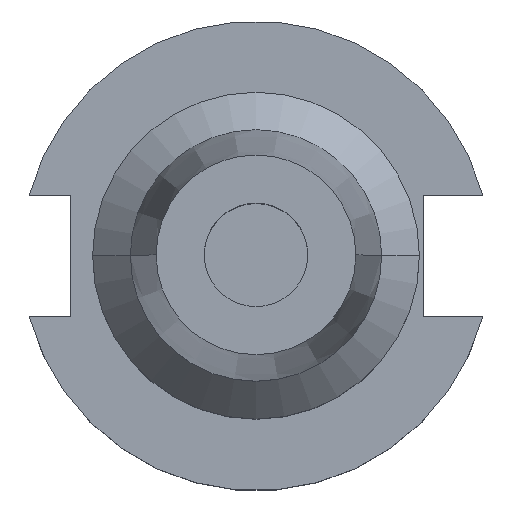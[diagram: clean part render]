
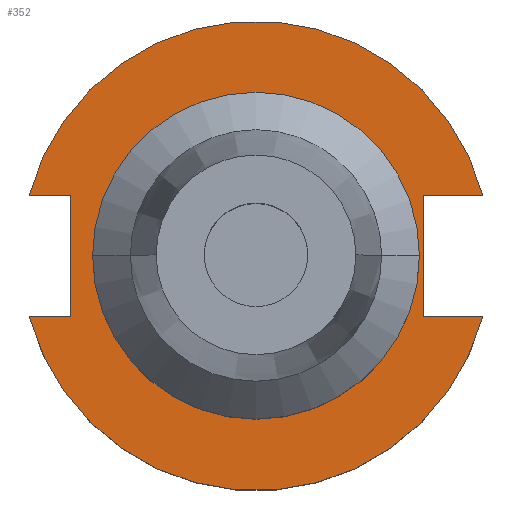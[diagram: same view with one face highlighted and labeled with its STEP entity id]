
A CAD part, top view. The second image highlights one B-rep face of the part: STEP entity #352.
In plain terms, the highlighted planar face has unit normal (0, 0, 1).
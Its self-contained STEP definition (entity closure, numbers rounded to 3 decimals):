
#26 = DIRECTION ( 'NONE',  ( 1., 0., 0. ) ) ;
#42 = CARTESIAN_POINT ( 'NONE',  ( -30.675, -8.191, 19.05 ) ) ;
#53 = ORIENTED_EDGE ( 'NONE', *, *, #604, .T. ) ;
#63 = DIRECTION ( 'NONE',  ( 0., 0., 1. ) ) ;
#69 = CARTESIAN_POINT ( 'NONE',  ( 0., 0., 19.05 ) ) ;
#71 = AXIS2_PLACEMENT_3D ( 'NONE', #988, #1065, #941 ) ;
#94 = CARTESIAN_POINT ( 'NONE',  ( 22.606, 8.191, 19.05 ) ) ;
#95 = AXIS2_PLACEMENT_3D ( 'NONE', #1136, #1126, #1118 ) ;
#119 = DIRECTION ( 'NONE',  ( 1., 0., 0. ) ) ;
#122 = VERTEX_POINT ( 'NONE', #287 ) ;
#160 = CIRCLE ( 'NONE', #203, 22.1 ) ;
#163 = DIRECTION ( 'NONE',  ( 1., 0., 0. ) ) ;
#180 = DIRECTION ( 'NONE',  ( 0., 0., 1. ) ) ;
#186 = CARTESIAN_POINT ( 'NONE',  ( 0., 0., 19.05 ) ) ;
#203 = AXIS2_PLACEMENT_3D ( 'NONE', #1299, #1222, #119 ) ;
#208 = CIRCLE ( 'NONE', #673, 31.75 ) ;
#247 = VECTOR ( 'NONE', #594, 1000. ) ;
#265 = VERTEX_POINT ( 'NONE', #1608 ) ;
#279 = CARTESIAN_POINT ( 'NONE',  ( 22.606, 22.1, 19.05 ) ) ;
#287 = CARTESIAN_POINT ( 'NONE',  ( -25.091, 8.191, 19.05 ) ) ;
#297 = DIRECTION ( 'NONE',  ( -1., 0., 0. ) ) ;
#327 = CARTESIAN_POINT ( 'NONE',  ( 22.1, 0., 19.05 ) ) ;
#328 = CARTESIAN_POINT ( 'NONE',  ( 0., 8.191, 19.05 ) ) ;
#330 = ORIENTED_EDGE ( 'NONE', *, *, #746, .T. ) ;
#338 = DIRECTION ( 'NONE',  ( 0., 1., 0. ) ) ;
#352 = ADVANCED_FACE ( 'NONE', ( #540, #1201 ), #962, .F. ) ;
#376 = ORIENTED_EDGE ( 'NONE', *, *, #777, .T. ) ;
#460 = DIRECTION ( 'NONE',  ( 1., 0., 0. ) ) ;
#507 = CARTESIAN_POINT ( 'NONE',  ( 0., -8.191, 19.05 ) ) ;
#540 = FACE_BOUND ( 'NONE', #1586, .T. ) ;
#588 = DIRECTION ( 'NONE',  ( 1., 0., 0. ) ) ;
#594 = DIRECTION ( 'NONE',  ( 0., -1., 0. ) ) ;
#604 = EDGE_CURVE ( 'NONE', #1534, #1132, #875, .T. ) ;
#607 = EDGE_LOOP ( 'NONE', ( #330, #1365, #53, #1297, #1206, #1636, #376, #707 ) ) ;
#613 = VECTOR ( 'NONE', #460, 1000. ) ;
#614 = CARTESIAN_POINT ( 'NONE',  ( 30.675, 8.191, 19.05 ) ) ;
#628 = CARTESIAN_POINT ( 'NONE',  ( -25.091, 8.191, 19.05 ) ) ;
#631 = VERTEX_POINT ( 'NONE', #1089 ) ;
#638 = CARTESIAN_POINT ( 'NONE',  ( -22.1, 0., 19.05 ) ) ;
#655 = LINE ( 'NONE', #279, #1230 ) ;
#673 = AXIS2_PLACEMENT_3D ( 'NONE', #186, #180, #163 ) ;
#691 = LINE ( 'NONE', #752, #1273 ) ;
#693 = EDGE_CURVE ( 'NONE', #265, #122, #1469, .T. ) ;
#706 = VERTEX_POINT ( 'NONE', #614 ) ;
#707 = ORIENTED_EDGE ( 'NONE', *, *, #693, .T. ) ;
#714 = VECTOR ( 'NONE', #1248, 1000. ) ;
#746 = EDGE_CURVE ( 'NONE', #122, #631, #976, .T. ) ;
#752 = CARTESIAN_POINT ( 'NONE',  ( -61.091, -8.191, 19.05 ) ) ;
#757 = EDGE_CURVE ( 'NONE', #1534, #631, #691, .T. ) ;
#760 = EDGE_CURVE ( 'NONE', #1099, #1132, #1562, .T. ) ;
#765 = AXIS2_PLACEMENT_3D ( 'NONE', #69, #63, #26 ) ;
#770 = EDGE_CURVE ( 'NONE', #1099, #1638, #655, .T. ) ;
#771 = EDGE_CURVE ( 'NONE', #706, #1638, #939, .T. ) ;
#777 = EDGE_CURVE ( 'NONE', #706, #265, #208, .T. ) ;
#779 = EDGE_CURVE ( 'NONE', #1310, #957, #902, .T. ) ;
#875 = CIRCLE ( 'NONE', #95, 31.75 ) ;
#902 = CIRCLE ( 'NONE', #765, 22.1 ) ;
#939 = LINE ( 'NONE', #328, #1529 ) ;
#941 = DIRECTION ( 'NONE',  ( -1., 0., 0. ) ) ;
#957 = VERTEX_POINT ( 'NONE', #327 ) ;
#962 = PLANE ( 'NONE',  #71 ) ;
#976 = LINE ( 'NONE', #628, #247 ) ;
#988 = CARTESIAN_POINT ( 'NONE',  ( 0., 22.1, 19.05 ) ) ;
#992 = CARTESIAN_POINT ( 'NONE',  ( -61.091, 8.191, 19.05 ) ) ;
#1044 = ORIENTED_EDGE ( 'NONE', *, *, #1194, .F. ) ;
#1065 = DIRECTION ( 'NONE',  ( 0., 0., -1. ) ) ;
#1089 = CARTESIAN_POINT ( 'NONE',  ( -25.091, -8.191, 19.05 ) ) ;
#1099 = VERTEX_POINT ( 'NONE', #1149 ) ;
#1118 = DIRECTION ( 'NONE',  ( 1., 0., 0. ) ) ;
#1126 = DIRECTION ( 'NONE',  ( 0., 0., 1. ) ) ;
#1132 = VERTEX_POINT ( 'NONE', #1207 ) ;
#1136 = CARTESIAN_POINT ( 'NONE',  ( 0., 0., 19.05 ) ) ;
#1149 = CARTESIAN_POINT ( 'NONE',  ( 22.606, -8.191, 19.05 ) ) ;
#1194 = EDGE_CURVE ( 'NONE', #957, #1310, #160, .T. ) ;
#1201 = FACE_OUTER_BOUND ( 'NONE', #607, .T. ) ;
#1206 = ORIENTED_EDGE ( 'NONE', *, *, #770, .T. ) ;
#1207 = CARTESIAN_POINT ( 'NONE',  ( 30.675, -8.191, 19.05 ) ) ;
#1222 = DIRECTION ( 'NONE',  ( 0., 0., 1. ) ) ;
#1230 = VECTOR ( 'NONE', #338, 1000. ) ;
#1248 = DIRECTION ( 'NONE',  ( 1., 0., 0. ) ) ;
#1273 = VECTOR ( 'NONE', #588, 1000. ) ;
#1297 = ORIENTED_EDGE ( 'NONE', *, *, #760, .F. ) ;
#1299 = CARTESIAN_POINT ( 'NONE',  ( 0., 0., 19.05 ) ) ;
#1310 = VERTEX_POINT ( 'NONE', #638 ) ;
#1355 = ORIENTED_EDGE ( 'NONE', *, *, #779, .F. ) ;
#1365 = ORIENTED_EDGE ( 'NONE', *, *, #757, .F. ) ;
#1469 = LINE ( 'NONE', #992, #714 ) ;
#1529 = VECTOR ( 'NONE', #297, 1000. ) ;
#1534 = VERTEX_POINT ( 'NONE', #42 ) ;
#1562 = LINE ( 'NONE', #507, #613 ) ;
#1586 = EDGE_LOOP ( 'NONE', ( #1044, #1355 ) ) ;
#1608 = CARTESIAN_POINT ( 'NONE',  ( -30.675, 8.191, 19.05 ) ) ;
#1636 = ORIENTED_EDGE ( 'NONE', *, *, #771, .F. ) ;
#1638 = VERTEX_POINT ( 'NONE', #94 ) ;
